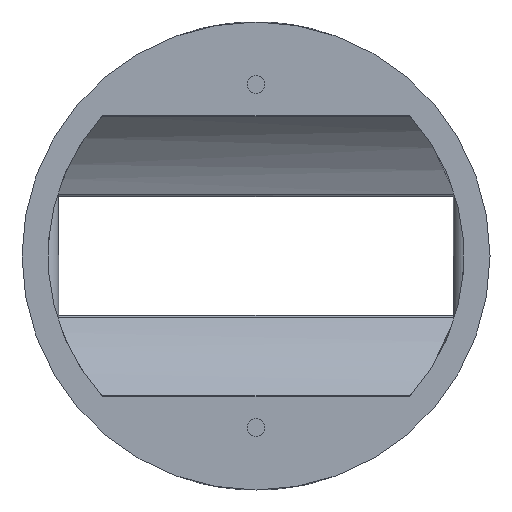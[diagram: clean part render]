
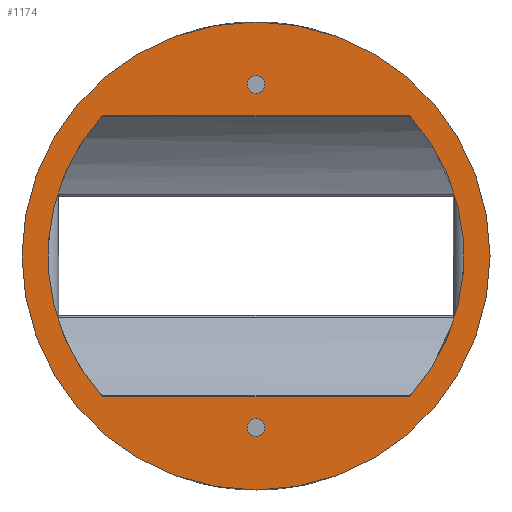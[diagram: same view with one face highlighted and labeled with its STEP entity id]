
A CAD part, front view. The second image highlights one B-rep face of the part: STEP entity #1174.
In plain terms, the highlighted planar face has unit normal (0, -1, 0).
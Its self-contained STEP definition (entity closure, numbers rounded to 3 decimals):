
#38 = DIRECTION ( 'NONE',  ( 0., -1., 0. ) ) ;
#59 = EDGE_CURVE ( 'NONE', #2002, #2004, #3188, .T. ) ;
#83 = DIRECTION ( 'NONE',  ( 0., -1., 0. ) ) ;
#139 = VERTEX_POINT ( 'NONE', #3178 ) ;
#239 = LINE ( 'NONE', #548, #2749 ) ;
#258 = AXIS2_PLACEMENT_3D ( 'NONE', #3062, #38, #1810 ) ;
#292 = CARTESIAN_POINT ( 'NONE',  ( 0., -16., 33. ) ) ;
#305 = ORIENTED_EDGE ( 'NONE', *, *, #648, .F. ) ;
#326 = CARTESIAN_POINT ( 'NONE',  ( 0., -16., 0. ) ) ;
#348 = CIRCLE ( 'NONE', #1470, 1.7 ) ;
#354 = DIRECTION ( 'NONE',  ( 0., 1., 0. ) ) ;
#401 = AXIS2_PLACEMENT_3D ( 'NONE', #1720, #452, #2534 ) ;
#452 = DIRECTION ( 'NONE',  ( 0., -1., 0. ) ) ;
#461 = EDGE_CURVE ( 'NONE', #2004, #2002, #3250, .T. ) ;
#548 = CARTESIAN_POINT ( 'NONE',  ( 0., -16., 27. ) ) ;
#550 = ORIENTED_EDGE ( 'NONE', *, *, #2480, .T. ) ;
#573 = VERTEX_POINT ( 'NONE', #948 ) ;
#586 = DIRECTION ( 'NONE',  ( 0., -1., 0. ) ) ;
#648 = EDGE_CURVE ( 'NONE', #2261, #573, #1002, .T. ) ;
#656 = ORIENTED_EDGE ( 'NONE', *, *, #1478, .T. ) ;
#680 = ORIENTED_EDGE ( 'NONE', *, *, #792, .T. ) ;
#686 = DIRECTION ( 'NONE',  ( 0., -1., 0. ) ) ;
#792 = EDGE_CURVE ( 'NONE', #843, #1499, #2007, .T. ) ;
#819 = DIRECTION ( 'NONE',  ( 0., 0., -1. ) ) ;
#843 = VERTEX_POINT ( 'NONE', #2752 ) ;
#844 = CARTESIAN_POINT ( 'NONE',  ( 0., -16., 34.7 ) ) ;
#881 = DIRECTION ( 'NONE',  ( 0., -1., 0. ) ) ;
#913 = VERTEX_POINT ( 'NONE', #945 ) ;
#945 = CARTESIAN_POINT ( 'NONE',  ( 0., -16., -45. ) ) ;
#948 = CARTESIAN_POINT ( 'NONE',  ( -29.513, -16., -27. ) ) ;
#955 = AXIS2_PLACEMENT_3D ( 'NONE', #2378, #1048, #2127 ) ;
#975 = DIRECTION ( 'NONE',  ( 0., 0., -1. ) ) ;
#979 = VERTEX_POINT ( 'NONE', #2867 ) ;
#982 = FACE_BOUND ( 'NONE', #2515, .T. ) ;
#1002 = CIRCLE ( 'NONE', #1743, 40. ) ;
#1012 = DIRECTION ( 'NONE',  ( 1., 0., 0. ) ) ;
#1048 = DIRECTION ( 'NONE',  ( 0., -1., 0. ) ) ;
#1078 = EDGE_CURVE ( 'NONE', #979, #1211, #1566, .T. ) ;
#1119 = CARTESIAN_POINT ( 'NONE',  ( 0., -16., 33. ) ) ;
#1145 = AXIS2_PLACEMENT_3D ( 'NONE', #1380, #686, #1439 ) ;
#1162 = CIRCLE ( 'NONE', #955, 45. ) ;
#1174 = ADVANCED_FACE ( 'NONE', ( #1515, #2281, #1500, #982 ), #2551, .T. ) ;
#1211 = VERTEX_POINT ( 'NONE', #2773 ) ;
#1238 = DIRECTION ( 'NONE',  ( -1., 0., 0. ) ) ;
#1271 = CIRCLE ( 'NONE', #258, 45. ) ;
#1296 = DIRECTION ( 'NONE',  ( 0., 0., -1. ) ) ;
#1377 = ORIENTED_EDGE ( 'NONE', *, *, #1078, .F. ) ;
#1378 = CARTESIAN_POINT ( 'NONE',  ( -29.513, -16., 27. ) ) ;
#1380 = CARTESIAN_POINT ( 'NONE',  ( 0., -16., 0. ) ) ;
#1439 = DIRECTION ( 'NONE',  ( 0., 0., -1. ) ) ;
#1445 = LINE ( 'NONE', #1950, #2116 ) ;
#1462 = EDGE_LOOP ( 'NONE', ( #1377, #550, #305, #2228 ) ) ;
#1470 = AXIS2_PLACEMENT_3D ( 'NONE', #1639, #354, #2943 ) ;
#1478 = EDGE_CURVE ( 'NONE', #1499, #843, #348, .T. ) ;
#1499 = VERTEX_POINT ( 'NONE', #2403 ) ;
#1500 = FACE_BOUND ( 'NONE', #1462, .T. ) ;
#1515 = FACE_BOUND ( 'NONE', #1953, .T. ) ;
#1566 = CIRCLE ( 'NONE', #1145, 40. ) ;
#1581 = AXIS2_PLACEMENT_3D ( 'NONE', #3221, #2733, #975 ) ;
#1639 = CARTESIAN_POINT ( 'NONE',  ( 0., -16., -33. ) ) ;
#1720 = CARTESIAN_POINT ( 'NONE',  ( 0., -16., 0. ) ) ;
#1743 = AXIS2_PLACEMENT_3D ( 'NONE', #326, #881, #819 ) ;
#1810 = DIRECTION ( 'NONE',  ( 0., 0., -1. ) ) ;
#1854 = CARTESIAN_POINT ( 'NONE',  ( 0., -16., 31.3 ) ) ;
#1861 = EDGE_CURVE ( 'NONE', #2261, #1211, #239, .T. ) ;
#1950 = CARTESIAN_POINT ( 'NONE',  ( 0., -16., -27. ) ) ;
#1953 = EDGE_LOOP ( 'NONE', ( #656, #680 ) ) ;
#2002 = VERTEX_POINT ( 'NONE', #844 ) ;
#2004 = VERTEX_POINT ( 'NONE', #1854 ) ;
#2007 = CIRCLE ( 'NONE', #1581, 1.7 ) ;
#2020 = EDGE_CURVE ( 'NONE', #913, #139, #1162, .T. ) ;
#2116 = VECTOR ( 'NONE', #1238, 1000. ) ;
#2127 = DIRECTION ( 'NONE',  ( 0., 0., -1. ) ) ;
#2133 = DIRECTION ( 'NONE',  ( 0., 0., -1. ) ) ;
#2228 = ORIENTED_EDGE ( 'NONE', *, *, #1861, .T. ) ;
#2230 = AXIS2_PLACEMENT_3D ( 'NONE', #292, #586, #1296 ) ;
#2261 = VERTEX_POINT ( 'NONE', #1378 ) ;
#2281 = FACE_OUTER_BOUND ( 'NONE', #2808, .T. ) ;
#2348 = EDGE_CURVE ( 'NONE', #139, #913, #1271, .T. ) ;
#2378 = CARTESIAN_POINT ( 'NONE',  ( 0., -16., 0. ) ) ;
#2403 = CARTESIAN_POINT ( 'NONE',  ( 0., -16., -34.7 ) ) ;
#2435 = AXIS2_PLACEMENT_3D ( 'NONE', #1119, #83, #2133 ) ;
#2480 = EDGE_CURVE ( 'NONE', #979, #573, #1445, .T. ) ;
#2515 = EDGE_LOOP ( 'NONE', ( #2844, #2681 ) ) ;
#2534 = DIRECTION ( 'NONE',  ( 0., 0., -1. ) ) ;
#2551 = PLANE ( 'NONE',  #401 ) ;
#2681 = ORIENTED_EDGE ( 'NONE', *, *, #59, .F. ) ;
#2698 = ORIENTED_EDGE ( 'NONE', *, *, #2020, .T. ) ;
#2733 = DIRECTION ( 'NONE',  ( 0., 1., 0. ) ) ;
#2749 = VECTOR ( 'NONE', #1012, 1000. ) ;
#2752 = CARTESIAN_POINT ( 'NONE',  ( 0., -16., -31.3 ) ) ;
#2773 = CARTESIAN_POINT ( 'NONE',  ( 29.513, -16., 27. ) ) ;
#2808 = EDGE_LOOP ( 'NONE', ( #2698, #3134 ) ) ;
#2844 = ORIENTED_EDGE ( 'NONE', *, *, #461, .F. ) ;
#2867 = CARTESIAN_POINT ( 'NONE',  ( 29.513, -16., -27. ) ) ;
#2943 = DIRECTION ( 'NONE',  ( 0., 0., -1. ) ) ;
#3062 = CARTESIAN_POINT ( 'NONE',  ( 0., -16., 0. ) ) ;
#3134 = ORIENTED_EDGE ( 'NONE', *, *, #2348, .T. ) ;
#3178 = CARTESIAN_POINT ( 'NONE',  ( 0., -16., 45. ) ) ;
#3188 = CIRCLE ( 'NONE', #2435, 1.7 ) ;
#3221 = CARTESIAN_POINT ( 'NONE',  ( 0., -16., -33. ) ) ;
#3250 = CIRCLE ( 'NONE', #2230, 1.7 ) ;
